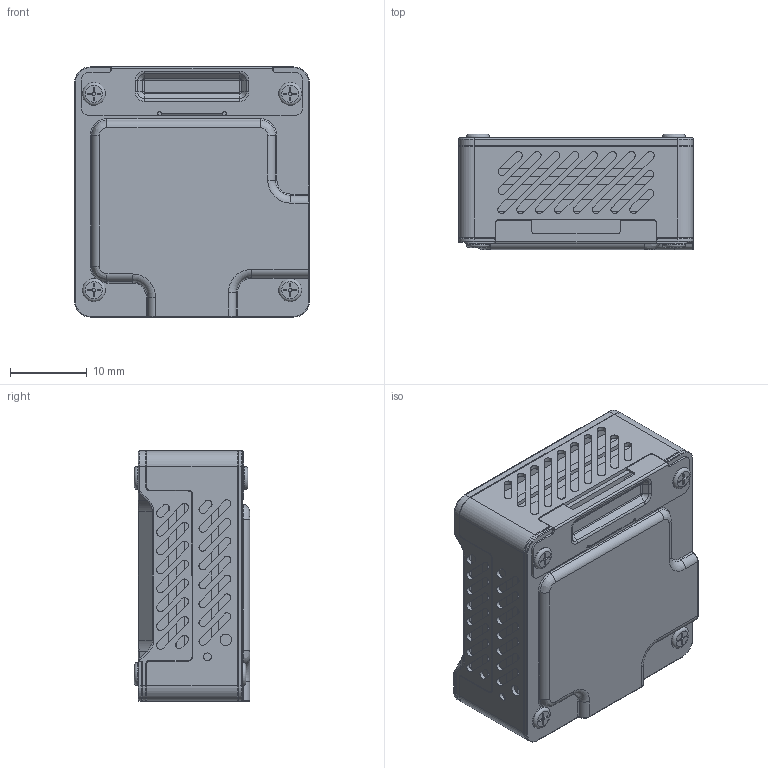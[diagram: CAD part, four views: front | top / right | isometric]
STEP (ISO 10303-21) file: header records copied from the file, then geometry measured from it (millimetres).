
FILE_DESCRIPTION(/* description */ (''),/* implementation_level */ '2;1');
FILE_NAME(/* name */ 'Air Unit.step',/* time_stamp */ '2023-07-10T19:27:55+07:00',/* author */ (''),/* organization */ (''),/* preprocessor_version */ 'ST-DEVELOPER v19.2',/* originating_system */ 'Autodesk Translation Framework v12.6.0.85',/* authorisation */ '');
FILE_SCHEMA (('AUTOMOTIVE_DESIGN { 1 0 10303 214 3 1 1 }'));
Length unit declared in the file: millimetre
Products named in the file (6): Air Unit; Bottom Case; Mid Case; Top Case; Internal; Screws
Assembly tree (5 placements, depth 2):
  Air Unit
    Bottom Case
    Mid Case
    Top Case
    Internal
    Screws
Bounding box: 30.5 x 15 x 32.5 mm (x, y, z)
Volume: 10207.1 mm3; surface area: 20643.8 mm2
Topology: 16 solids, 16 shells, 1015 faces, 2681 edges, 1720 vertices
Faces by surface type: plane 500, cylinder 395, cone 50, torus 49, bspline 21
Full cylindrical faces by diameter (mm): 1 x1, 1.4 x32, 1.5 x1, 1.6 x12, 3 x8
Entity records: 32200 total; most frequent: CARTESIAN_POINT 5763, DIRECTION 5617, ORIENTED_EDGE 5354, EDGE_CURVE 2677, AXIS2_PLACEMENT_3D 1947, LINE 1723, VECTOR 1723, VERTEX_POINT 1720
